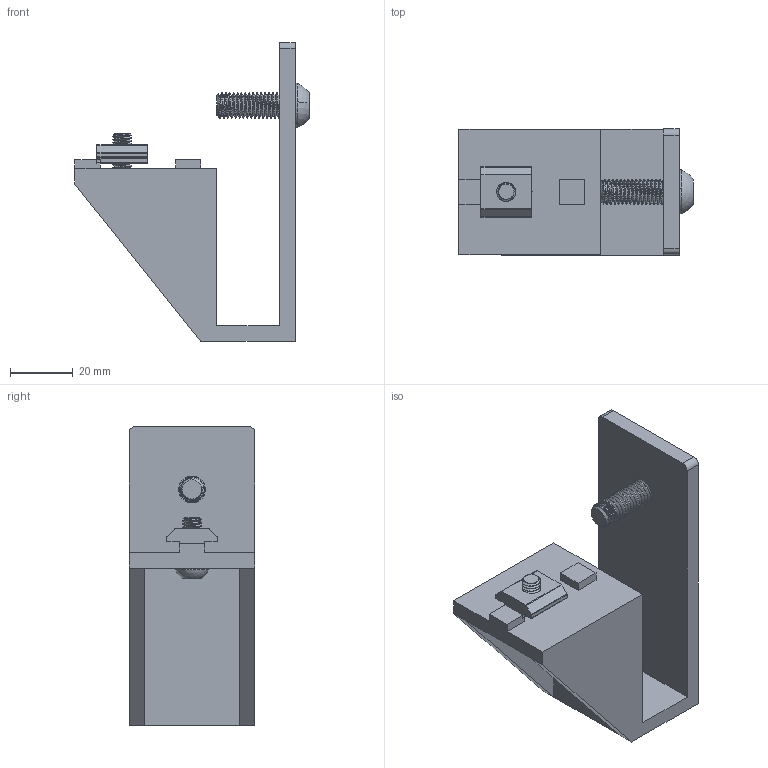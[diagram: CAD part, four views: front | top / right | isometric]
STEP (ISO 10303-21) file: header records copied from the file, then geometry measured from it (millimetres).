
FILE_DESCRIPTION(('HOOPS Exchange Step'),'2;1');
FILE_NAME('export-649FA4A0-EA4E-4C17-95FD-2EDE5DD5F107.stp','2022-04-23T13:43:26+03:00',('othaa'),('Alibre'),'HOOPS Exchange 2020.1','Alibre','Unknown authorisation');
FILE_SCHEMA( ('AP242_MANAGED_MODEL_BASED_3D_ENGINEERING_MIM_LF {1 0 10303 442 1 1 4 }') );
Length unit declared in the file: millimetre
Products named in the file (6): Bracket horizontal coils; M8; T-nut; M6; Connection bolt (for brackets); Bracket horizontal coils (bolted)
Assembly tree (5 placements, depth 3):
  Bracket horizontal coils (bolted)
    Bracket horizontal coils
    M8
    Connection bolt (for brackets)
      T-nut
      M6
Bounding box: 74.4 x 40 x 95 mm (x, y, z)
Volume: 54959.3 mm3; surface area: 26325.8 mm2
Topology: 4 solids, 4 shells, 215 faces, 571 edges, 368 vertices
Faces by surface type: cylinder 103, plane 62, cone 34, bspline 12, sphere 4
Full cylindrical faces by diameter (mm): 6.5 x1, 8.5 x1
Entity records: 13417 total; most frequent: CARTESIAN_POINT 8540, ORIENTED_EDGE 1142, DIRECTION 847, EDGE_CURVE 571, VERTEX_POINT 368, AXIS2_PLACEMENT_3D 302, VECTOR 243, LINE 243
